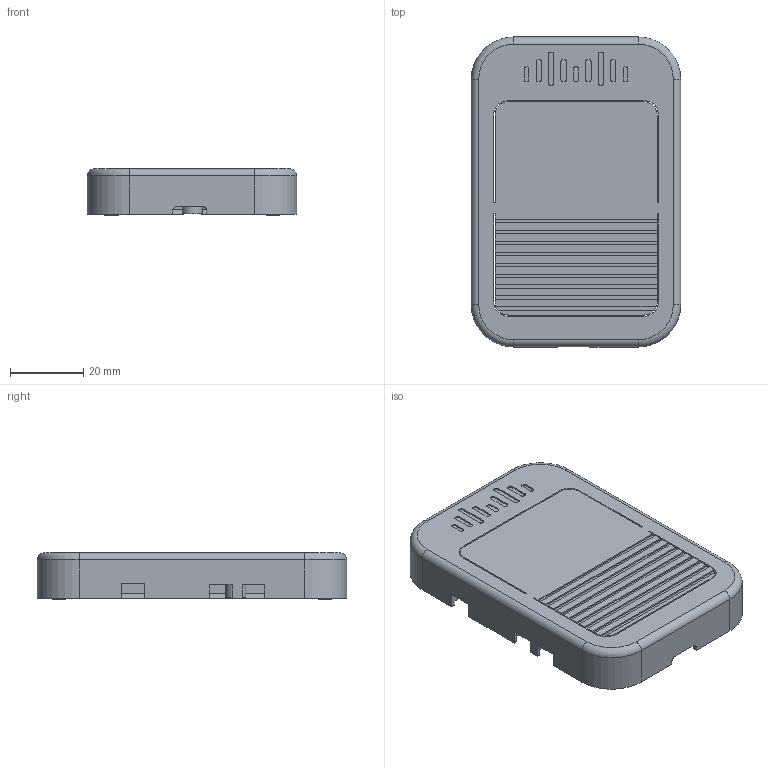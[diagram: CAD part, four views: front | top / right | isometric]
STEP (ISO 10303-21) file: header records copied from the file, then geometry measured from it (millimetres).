
FILE_DESCRIPTION(('FreeCAD Model'),'2;1');
FILE_NAME('Open CASCADE Shape Model','2026-01-09T20:45:58',(''),(''), 'Open CASCADE STEP processor 7.8','FreeCAD','Unknown');
FILE_SCHEMA(('AUTOMOTIVE_DESIGN { 1 0 10303 214 1 1 1 1 }'));
Length unit declared in the file: millimetre
Products named in the file (1): top
Bounding box: 57.2 x 84.7 x 12.8 mm (x, y, z)
Volume: 14895.5 mm3; surface area: 17144.7 mm2
Topology: 1 solids, 1 shells, 242 faces, 663 edges, 437 vertices
Faces by surface type: plane 165, cylinder 69, torus 4, cone 4
Full cylindrical faces by diameter (mm): 1.8 x3, 3.666 x3, 5.5 x2
Entity records: 7686 total; most frequent: CARTESIAN_POINT 1351, ORIENTED_EDGE 1326, DIRECTION 1310, EDGE_CURVE 663, LINE 486, VECTOR 486, VERTEX_POINT 437, AXIS2_PLACEMENT_3D 412
